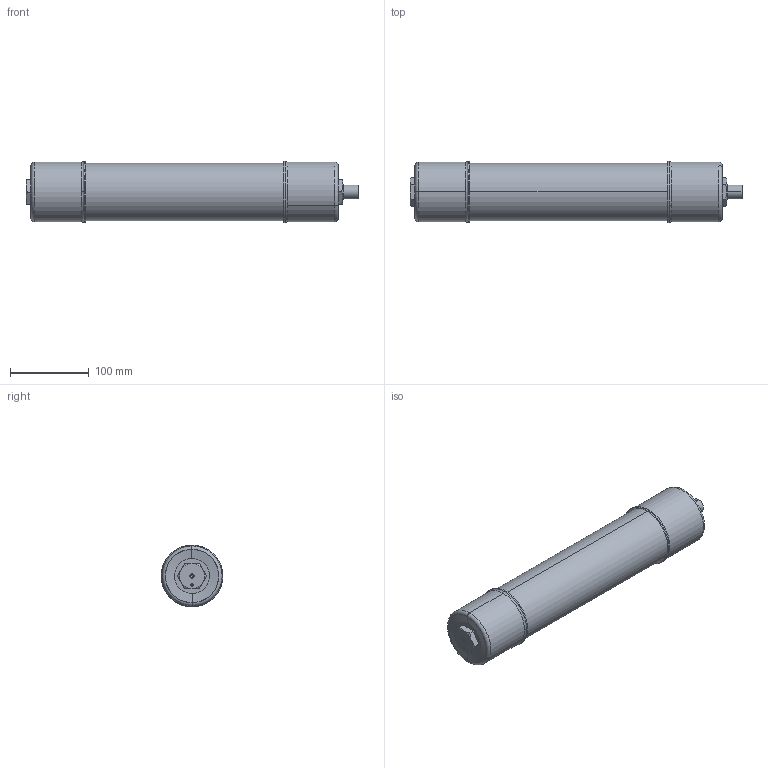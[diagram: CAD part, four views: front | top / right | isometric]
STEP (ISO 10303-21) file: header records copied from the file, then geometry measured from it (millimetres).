
FILE_DESCRIPTION (( 'STEP AP214' ), '1' );
FILE_NAME ('103877.STEP', '2024-06-19T13:47:59', ( '' ), ( '' ), 'SwSTEP 2.0', 'SolidWorks 2021', '' );
FILE_SCHEMA (( 'AUTOMOTIVE_DESIGN' ));
Length unit declared in the file: inch
Products named in the file (9): 140018_-101; 9399_9399; 360018_360018; 105928_105928_CRIMPED; 103877; 130078_-003; 36016_11378; 340015
Assembly tree (8 placements, depth 3):
  103877
    360018_360018
      130078_-003
    140018_-101
    140018_-101
    36016_11378
    9399_9399
    340015
      105928_105928_CRIMPED
Bounding box: 422.07 x 78.74 x 78.74 mm (x, y, z)
Volume: 346896 mm3; surface area: 261632.8 mm2
Topology: 6 solids, 6 shells, 226 faces, 595 edges, 374 vertices
Faces by surface type: cylinder 99, plane 51, cone 37, torus 22, bspline 13, sphere 4
Entity records: 19509 total; most frequent: CARTESIAN_POINT 13162, ORIENTED_EDGE 1174, DIRECTION 1074, EDGE_CURVE 587, AXIS2_PLACEMENT_3D 446, VERTEX_POINT 370, EDGE_LOOP 269, FACE_OUTER_BOUND 226
